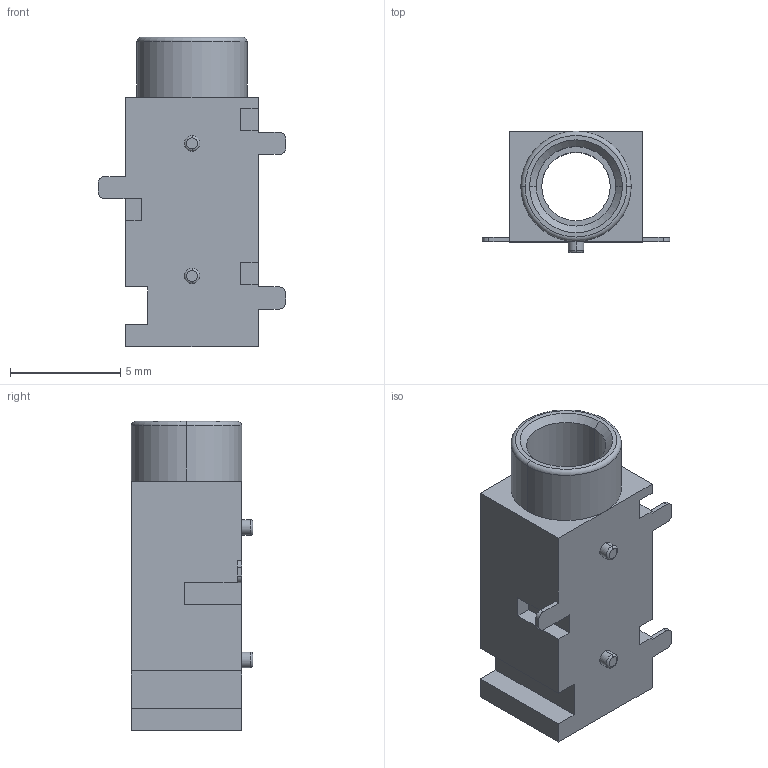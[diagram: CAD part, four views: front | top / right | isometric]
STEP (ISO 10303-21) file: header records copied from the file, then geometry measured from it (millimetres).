
FILE_DESCRIPTION((''),'2;1');
FILE_NAME('PJ-320B','2021-12-07T',('髲赽'),(''),'PRO/ENGINEER BY PARAMETRIC TECHNOLOGY CORPORATION, 2010280','PRO/ENGINEER BY PARAMETRIC TECHNOLOGY CORPORATION, 2010280','');
FILE_SCHEMA(('CONFIG_CONTROL_DESIGN'));
Length unit declared in the file: millimetre
Products named in the file (1): PJ-320B
Bounding box: 8.5 x 5.5 x 14 mm (x, y, z)
Volume: 260.4 mm3; surface area: 519.2 mm2
Topology: 1 solids, 1 shells, 110 faces, 287 edges, 188 vertices
Faces by surface type: plane 80, cylinder 22, torus 6, cone 2
Entity records: 3393 total; most frequent: CARTESIAN_POINT 585, ORIENTED_EDGE 574, DIRECTION 567, EDGE_CURVE 287, VECTOR 227, LINE 227, VERTEX_POINT 188, AXIS2_PLACEMENT_3D 170
